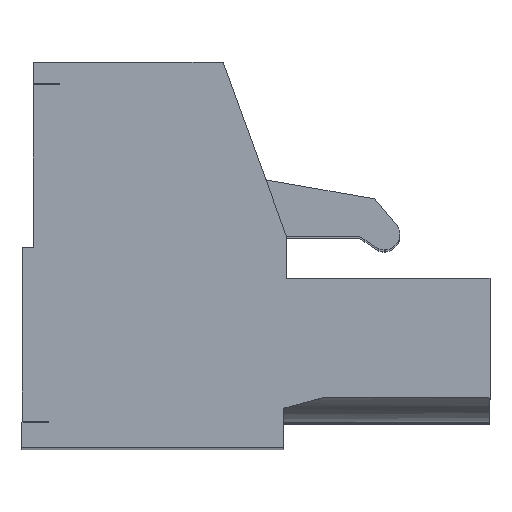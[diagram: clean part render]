
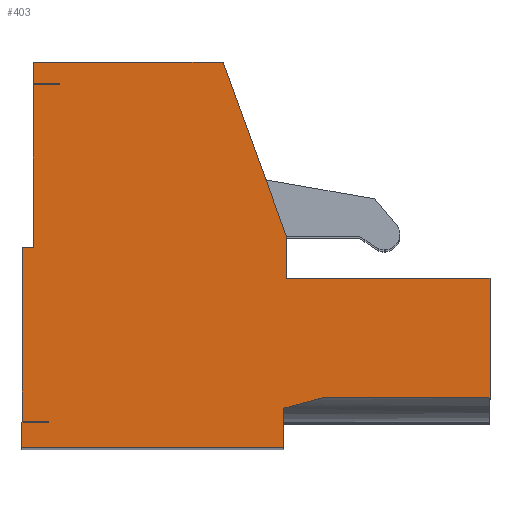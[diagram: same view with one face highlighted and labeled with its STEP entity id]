
A CAD part, top view. The second image highlights one B-rep face of the part: STEP entity #403.
In plain terms, the highlighted planar face has unit normal (0, 0, 1).
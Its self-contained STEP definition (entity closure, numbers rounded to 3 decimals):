
#403 = ADVANCED_FACE( '', ( #1175 ), #1176, .F. );
#1175 = FACE_OUTER_BOUND( '', #2401, .T. );
#1176 = PLANE( '', #2402 );
#2401 = EDGE_LOOP( '', ( #3626, #3627, #3628, #3629, #3630, #3631, #3632, #3633, #3634, #3635, #3636, #3637, #3638, #3639, #3640, #3641, #3642, #3643, #3644, #3645 ) );
#2402 = AXIS2_PLACEMENT_3D( '', #3646, #3647, #3648 );
#3626 = ORIENTED_EDGE( '', *, *, #6889, .T. );
#3627 = ORIENTED_EDGE( '', *, *, #6890, .T. );
#3628 = ORIENTED_EDGE( '', *, *, #6891, .T. );
#3629 = ORIENTED_EDGE( '', *, *, #6892, .T. );
#3630 = ORIENTED_EDGE( '', *, *, #6893, .T. );
#3631 = ORIENTED_EDGE( '', *, *, #6894, .T. );
#3632 = ORIENTED_EDGE( '', *, *, #6895, .F. );
#3633 = ORIENTED_EDGE( '', *, *, #6896, .T. );
#3634 = ORIENTED_EDGE( '', *, *, #6897, .F. );
#3635 = ORIENTED_EDGE( '', *, *, #6898, .T. );
#3636 = ORIENTED_EDGE( '', *, *, #6899, .T. );
#3637 = ORIENTED_EDGE( '', *, *, #6900, .T. );
#3638 = ORIENTED_EDGE( '', *, *, #6901, .T. );
#3639 = ORIENTED_EDGE( '', *, *, #6902, .T. );
#3640 = ORIENTED_EDGE( '', *, *, #6903, .F. );
#3641 = ORIENTED_EDGE( '', *, *, #6904, .T. );
#3642 = ORIENTED_EDGE( '', *, *, #6905, .T. );
#3643 = ORIENTED_EDGE( '', *, *, #6906, .T. );
#3644 = ORIENTED_EDGE( '', *, *, #6907, .T. );
#3645 = ORIENTED_EDGE( '', *, *, #6908, .T. );
#3646 = CARTESIAN_POINT( '', ( 273.592, 202.842, 140.68 ) );
#3647 = DIRECTION( '', ( 0., 0., -1. ) );
#3648 = DIRECTION( '', ( -1., 0., 0. ) );
#6889 = EDGE_CURVE( '', #8149, #8150, #8151, .T. );
#6890 = EDGE_CURVE( '', #8150, #8152, #8153, .T. );
#6891 = EDGE_CURVE( '', #8152, #8154, #8155, .T. );
#6892 = EDGE_CURVE( '', #8154, #8156, #8157, .T. );
#6893 = EDGE_CURVE( '', #8156, #8158, #8159, .T. );
#6894 = EDGE_CURVE( '', #8158, #8160, #8161, .T. );
#6895 = EDGE_CURVE( '', #8162, #8160, #8163, .T. );
#6896 = EDGE_CURVE( '', #8162, #8164, #8165, .T. );
#6897 = EDGE_CURVE( '', #8166, #8164, #8167, .T. );
#6898 = EDGE_CURVE( '', #8166, #8168, #8169, .T. );
#6899 = EDGE_CURVE( '', #8168, #8170, #8171, .T. );
#6900 = EDGE_CURVE( '', #8170, #8172, #8173, .T. );
#6901 = EDGE_CURVE( '', #8172, #8174, #8175, .T. );
#6902 = EDGE_CURVE( '', #8174, #8176, #8177, .T. );
#6903 = EDGE_CURVE( '', #8178, #8176, #8179, .T. );
#6904 = EDGE_CURVE( '', #8178, #8180, #8181, .T. );
#6905 = EDGE_CURVE( '', #8180, #8182, #8183, .T. );
#6906 = EDGE_CURVE( '', #8182, #8184, #8185, .T. );
#6907 = EDGE_CURVE( '', #8184, #8186, #8187, .T. );
#6908 = EDGE_CURVE( '', #8186, #8149, #8188, .T. );
#8149 = VERTEX_POINT( '', #10001 );
#8150 = VERTEX_POINT( '', #10002 );
#8151 = LINE( '', #10003, #10004 );
#8152 = VERTEX_POINT( '', #10005 );
#8153 = LINE( '', #10006, #10007 );
#8154 = VERTEX_POINT( '', #10008 );
#8155 = LINE( '', #10009, #10010 );
#8156 = VERTEX_POINT( '', #10011 );
#8157 = LINE( '', #10012, #10013 );
#8158 = VERTEX_POINT( '', #10014 );
#8159 = LINE( '', #10015, #10016 );
#8160 = VERTEX_POINT( '', #10017 );
#8161 = LINE( '', #10018, #10019 );
#8162 = VERTEX_POINT( '', #10020 );
#8163 = LINE( '', #10021, #10022 );
#8164 = VERTEX_POINT( '', #10023 );
#8165 = LINE( '', #10024, #10025 );
#8166 = VERTEX_POINT( '', #10026 );
#8167 = LINE( '', #10027, #10028 );
#8168 = VERTEX_POINT( '', #10029 );
#8169 = LINE( '', #10030, #10031 );
#8170 = VERTEX_POINT( '', #10032 );
#8171 = LINE( '', #10033, #10034 );
#8172 = VERTEX_POINT( '', #10035 );
#8173 = LINE( '', #10036, #10037 );
#8174 = VERTEX_POINT( '', #10038 );
#8175 = LINE( '', #10039, #10040 );
#8176 = VERTEX_POINT( '', #10041 );
#8177 = LINE( '', #10042, #10043 );
#8178 = VERTEX_POINT( '', #10044 );
#8179 = LINE( '', #10045, #10046 );
#8180 = VERTEX_POINT( '', #10047 );
#8181 = LINE( '', #10048, #10049 );
#8182 = VERTEX_POINT( '', #10050 );
#8183 = LINE( '', #10051, #10052 );
#8184 = VERTEX_POINT( '', #10053 );
#8185 = LINE( '', #10054, #10055 );
#8186 = VERTEX_POINT( '', #10056 );
#8187 = LINE( '', #10057, #10058 );
#8188 = LINE( '', #10059, #10060 );
#10001 = CARTESIAN_POINT( '', ( 255.792, 197.092, 140.68 ) );
#10002 = CARTESIAN_POINT( '', ( 255.792, 197.042, 140.68 ) );
#10003 = CARTESIAN_POINT( '', ( 255.792, 197.042, 140.68 ) );
#10004 = VECTOR( '', #12560, 1000. );
#10005 = CARTESIAN_POINT( '', ( 254.742, 197.042, 140.68 ) );
#10006 = CARTESIAN_POINT( '', ( 254.542, 197.042, 140.68 ) );
#10007 = VECTOR( '', #12561, 1000. );
#10008 = CARTESIAN_POINT( '', ( 254.742, 196.042, 140.68 ) );
#10009 = CARTESIAN_POINT( '', ( 254.742, 196.042, 140.68 ) );
#10010 = VECTOR( '', #12562, 1000. );
#10011 = CARTESIAN_POINT( '', ( 265.292, 196.042, 140.68 ) );
#10012 = CARTESIAN_POINT( '', ( 265.392, 196.042, 140.68 ) );
#10013 = VECTOR( '', #12563, 1000. );
#10014 = CARTESIAN_POINT( '', ( 265.292, 197.615, 140.68 ) );
#10015 = CARTESIAN_POINT( '', ( 265.292, 197.642, 140.68 ) );
#10016 = VECTOR( '', #12564, 1000. );
#10017 = CARTESIAN_POINT( '', ( 266.885, 198.042, 140.68 ) );
#10018 = CARTESIAN_POINT( '', ( 266.885, 198.042, 140.68 ) );
#10019 = VECTOR( '', #12565, 1000. );
#10020 = CARTESIAN_POINT( '', ( 273.592, 198.042, 140.68 ) );
#10021 = CARTESIAN_POINT( '', ( 266.885, 198.042, 140.68 ) );
#10022 = VECTOR( '', #12566, 1000. );
#10023 = CARTESIAN_POINT( '', ( 273.592, 202.842, 140.68 ) );
#10024 = CARTESIAN_POINT( '', ( 273.592, 198.942, 140.68 ) );
#10025 = VECTOR( '', #12567, 1000. );
#10026 = CARTESIAN_POINT( '', ( 265.392, 202.842, 140.68 ) );
#10027 = CARTESIAN_POINT( '', ( 273.692, 202.842, 140.68 ) );
#10028 = VECTOR( '', #12568, 1000. );
#10029 = CARTESIAN_POINT( '', ( 265.392, 204.542, 140.68 ) );
#10030 = CARTESIAN_POINT( '', ( 265.392, 197.642, 140.68 ) );
#10031 = VECTOR( '', #12569, 1000. );
#10032 = CARTESIAN_POINT( '', ( 262.844, 211.542, 140.68 ) );
#10033 = CARTESIAN_POINT( '', ( 263.026, 211.042, 140.68 ) );
#10034 = VECTOR( '', #12570, 1000. );
#10035 = CARTESIAN_POINT( '', ( 255.192, 211.542, 140.68 ) );
#10036 = CARTESIAN_POINT( '', ( 255.042, 211.542, 140.68 ) );
#10037 = VECTOR( '', #12571, 1000. );
#10038 = CARTESIAN_POINT( '', ( 255.192, 210.692, 140.68 ) );
#10039 = CARTESIAN_POINT( '', ( 255.192, 210.382, 140.68 ) );
#10040 = VECTOR( '', #12572, 1000. );
#10041 = CARTESIAN_POINT( '', ( 256.242, 210.692, 140.68 ) );
#10042 = CARTESIAN_POINT( '', ( 255.742, 210.692, 140.68 ) );
#10043 = VECTOR( '', #12573, 1000. );
#10044 = CARTESIAN_POINT( '', ( 256.242, 210.642, 140.68 ) );
#10045 = CARTESIAN_POINT( '', ( 256.242, 210.232, 140.68 ) );
#10046 = VECTOR( '', #12574, 1000. );
#10047 = CARTESIAN_POINT( '', ( 255.192, 210.642, 140.68 ) );
#10048 = CARTESIAN_POINT( '', ( 255.942, 210.642, 140.68 ) );
#10049 = VECTOR( '', #12575, 1000. );
#10050 = CARTESIAN_POINT( '', ( 255.192, 204.092, 140.68 ) );
#10051 = CARTESIAN_POINT( '', ( 255.192, 203.542, 140.68 ) );
#10052 = VECTOR( '', #12576, 1000. );
#10053 = CARTESIAN_POINT( '', ( 254.742, 204.092, 140.68 ) );
#10054 = CARTESIAN_POINT( '', ( 254.742, 204.092, 140.68 ) );
#10055 = VECTOR( '', #12577, 1000. );
#10056 = CARTESIAN_POINT( '', ( 254.742, 197.092, 140.68 ) );
#10057 = CARTESIAN_POINT( '', ( 254.742, 196.742, 140.68 ) );
#10058 = VECTOR( '', #12578, 1000. );
#10059 = CARTESIAN_POINT( '', ( 256.942, 197.092, 140.68 ) );
#10060 = VECTOR( '', #12579, 1000. );
#12560 = DIRECTION( '', ( 0., -1., 0. ) );
#12561 = DIRECTION( '', ( -1., 0., 0. ) );
#12562 = DIRECTION( '', ( 0., -1., 0. ) );
#12563 = DIRECTION( '', ( 1., 0., 0. ) );
#12564 = DIRECTION( '', ( 0., 1., 0. ) );
#12565 = DIRECTION( '', ( 0.966, 0.259, 0. ) );
#12566 = DIRECTION( '', ( -1., 0., 0. ) );
#12567 = DIRECTION( '', ( 0., 1., 0. ) );
#12568 = DIRECTION( '', ( 1., 0., 0. ) );
#12569 = DIRECTION( '', ( 0., 1., 0. ) );
#12570 = DIRECTION( '', ( -0.342, 0.94, 0. ) );
#12571 = DIRECTION( '', ( -1., 0., 0. ) );
#12572 = DIRECTION( '', ( 0., -1., 0. ) );
#12573 = DIRECTION( '', ( 1., 0., 0. ) );
#12574 = DIRECTION( '', ( 0., 1., 0. ) );
#12575 = DIRECTION( '', ( -1., 0., 0. ) );
#12576 = DIRECTION( '', ( 0., -1., 0. ) );
#12577 = DIRECTION( '', ( -1., 0., 0. ) );
#12578 = DIRECTION( '', ( 0., -1., 0. ) );
#12579 = DIRECTION( '', ( 1., 0., 0. ) );
